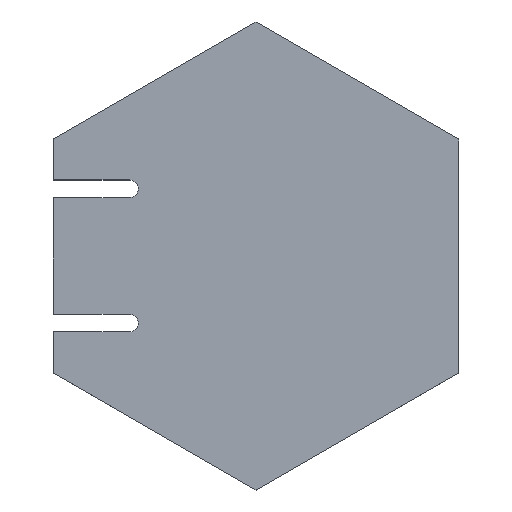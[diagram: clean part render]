
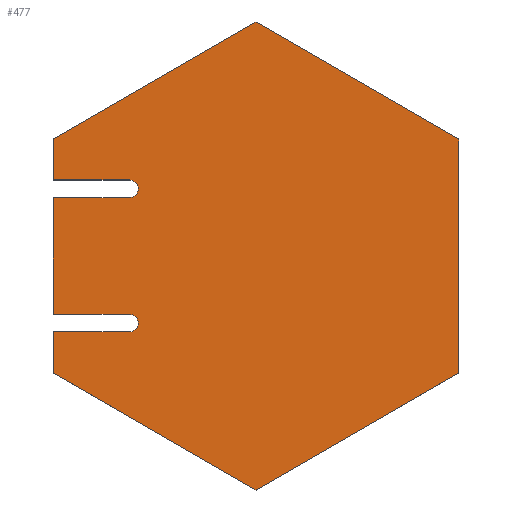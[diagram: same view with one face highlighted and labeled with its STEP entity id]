
A CAD part, top view. The second image highlights one B-rep face of the part: STEP entity #477.
In plain terms, the highlighted planar face has unit normal (0, 0, 1).
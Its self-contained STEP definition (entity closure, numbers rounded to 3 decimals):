
#24 = VERTEX_POINT('',#25);
#25 = CARTESIAN_POINT('',(6.,4.6,1.));
#31 = EDGE_CURVE('',#24,#32,#34,.T.);
#32 = VERTEX_POINT('',#33);
#33 = CARTESIAN_POINT('',(6.,6.,1.));
#34 = CIRCLE('',#35,0.7);
#35 = AXIS2_PLACEMENT_3D('',#36,#37,#38);
#36 = CARTESIAN_POINT('',(6.,5.3,1.));
#37 = DIRECTION('',(0.,0.,1.));
#38 = DIRECTION('',(1.,0.,0.));
#64 = EDGE_CURVE('',#32,#65,#67,.T.);
#65 = VERTEX_POINT('',#66);
#66 = CARTESIAN_POINT('',(0.,6.,1.));
#67 = LINE('',#68,#69);
#68 = CARTESIAN_POINT('',(6.,6.,1.));
#69 = VECTOR('',#70,1.);
#70 = DIRECTION('',(-1.,0.,0.));
#95 = EDGE_CURVE('',#65,#96,#98,.T.);
#96 = VERTEX_POINT('',#97);
#97 = CARTESIAN_POINT('',(0.,9.238,1.));
#98 = LINE('',#99,#100);
#99 = CARTESIAN_POINT('',(0.,6.,1.));
#100 = VECTOR('',#101,1.);
#101 = DIRECTION('',(0.,1.,0.));
#126 = EDGE_CURVE('',#96,#127,#129,.T.);
#127 = VERTEX_POINT('',#128);
#128 = CARTESIAN_POINT('',(16.,18.475,1.));
#129 = LINE('',#130,#131);
#130 = CARTESIAN_POINT('',(0.,9.238,1.));
#131 = VECTOR('',#132,1.);
#132 = DIRECTION('',(0.866,0.5,0.));
#157 = EDGE_CURVE('',#127,#158,#160,.T.);
#158 = VERTEX_POINT('',#159);
#159 = CARTESIAN_POINT('',(32.,9.238,1.));
#160 = LINE('',#161,#162);
#161 = CARTESIAN_POINT('',(16.,18.475,1.));
#162 = VECTOR('',#163,1.);
#163 = DIRECTION('',(0.866,-0.5,0.));
#188 = EDGE_CURVE('',#158,#189,#191,.T.);
#189 = VERTEX_POINT('',#190);
#190 = CARTESIAN_POINT('',(32.,-9.238,1.));
#191 = LINE('',#192,#193);
#192 = CARTESIAN_POINT('',(32.,9.238,1.));
#193 = VECTOR('',#194,1.);
#194 = DIRECTION('',(0.,-1.,0.));
#221 = VERTEX_POINT('',#222);
#222 = CARTESIAN_POINT('',(16.,-18.475,1.));
#228 = EDGE_CURVE('',#221,#189,#229,.T.);
#229 = LINE('',#230,#231);
#230 = CARTESIAN_POINT('',(16.,-18.475,1.));
#231 = VECTOR('',#232,1.);
#232 = DIRECTION('',(0.866,0.5,0.));
#252 = VERTEX_POINT('',#253);
#253 = CARTESIAN_POINT('',(0.,-9.238,1.));
#259 = EDGE_CURVE('',#252,#221,#260,.T.);
#260 = LINE('',#261,#262);
#261 = CARTESIAN_POINT('',(0.,-9.238,1.));
#262 = VECTOR('',#263,1.);
#263 = DIRECTION('',(0.866,-0.5,0.));
#283 = VERTEX_POINT('',#284);
#284 = CARTESIAN_POINT('',(0.,-6.,1.));
#290 = EDGE_CURVE('',#283,#252,#291,.T.);
#291 = LINE('',#292,#293);
#292 = CARTESIAN_POINT('',(0.,-6.,1.));
#293 = VECTOR('',#294,1.);
#294 = DIRECTION('',(0.,-1.,0.));
#314 = VERTEX_POINT('',#315);
#315 = CARTESIAN_POINT('',(6.,-6.,1.));
#321 = EDGE_CURVE('',#314,#283,#322,.T.);
#322 = LINE('',#323,#324);
#323 = CARTESIAN_POINT('',(6.,-6.,1.));
#324 = VECTOR('',#325,1.);
#325 = DIRECTION('',(-1.,0.,0.));
#343 = EDGE_CURVE('',#314,#344,#346,.T.);
#344 = VERTEX_POINT('',#345);
#345 = CARTESIAN_POINT('',(6.,-4.6,1.));
#346 = CIRCLE('',#347,0.7);
#347 = AXIS2_PLACEMENT_3D('',#348,#349,#350);
#348 = CARTESIAN_POINT('',(6.,-5.3,1.));
#349 = DIRECTION('',(0.,0.,1.));
#350 = DIRECTION('',(1.,0.,0.));
#376 = EDGE_CURVE('',#344,#377,#379,.T.);
#377 = VERTEX_POINT('',#378);
#378 = CARTESIAN_POINT('',(0.,-4.6,1.));
#379 = LINE('',#380,#381);
#380 = CARTESIAN_POINT('',(6.,-4.6,1.));
#381 = VECTOR('',#382,1.);
#382 = DIRECTION('',(-1.,0.,0.));
#407 = EDGE_CURVE('',#377,#408,#410,.T.);
#408 = VERTEX_POINT('',#409);
#409 = CARTESIAN_POINT('',(0.,4.6,1.));
#410 = LINE('',#411,#412);
#411 = CARTESIAN_POINT('',(0.,-4.6,1.));
#412 = VECTOR('',#413,1.);
#413 = DIRECTION('',(0.,1.,0.));
#438 = EDGE_CURVE('',#24,#408,#439,.T.);
#439 = LINE('',#440,#441);
#440 = CARTESIAN_POINT('',(6.,4.6,1.));
#441 = VECTOR('',#442,1.);
#442 = DIRECTION('',(-1.,0.,0.));
#477 = ADVANCED_FACE('',(#478),#494,.T.);
#478 = FACE_BOUND('',#479,.F.);
#479 = EDGE_LOOP('',(#480,#481,#482,#483,#484,#485,#486,#487,#488,#489,
    #490,#491,#492,#493));
#480 = ORIENTED_EDGE('',*,*,#31,.T.);
#481 = ORIENTED_EDGE('',*,*,#64,.T.);
#482 = ORIENTED_EDGE('',*,*,#95,.T.);
#483 = ORIENTED_EDGE('',*,*,#126,.T.);
#484 = ORIENTED_EDGE('',*,*,#157,.T.);
#485 = ORIENTED_EDGE('',*,*,#188,.T.);
#486 = ORIENTED_EDGE('',*,*,#228,.F.);
#487 = ORIENTED_EDGE('',*,*,#259,.F.);
#488 = ORIENTED_EDGE('',*,*,#290,.F.);
#489 = ORIENTED_EDGE('',*,*,#321,.F.);
#490 = ORIENTED_EDGE('',*,*,#343,.T.);
#491 = ORIENTED_EDGE('',*,*,#376,.T.);
#492 = ORIENTED_EDGE('',*,*,#407,.T.);
#493 = ORIENTED_EDGE('',*,*,#438,.F.);
#494 = PLANE('',#495);
#495 = AXIS2_PLACEMENT_3D('',#496,#497,#498);
#496 = CARTESIAN_POINT('',(13.743,0.,1.));
#497 = DIRECTION('',(0.,0.,1.));
#498 = DIRECTION('',(1.,0.,0.));
